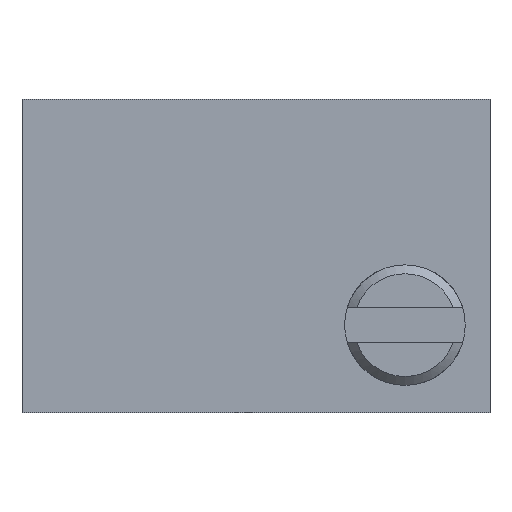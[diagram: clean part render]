
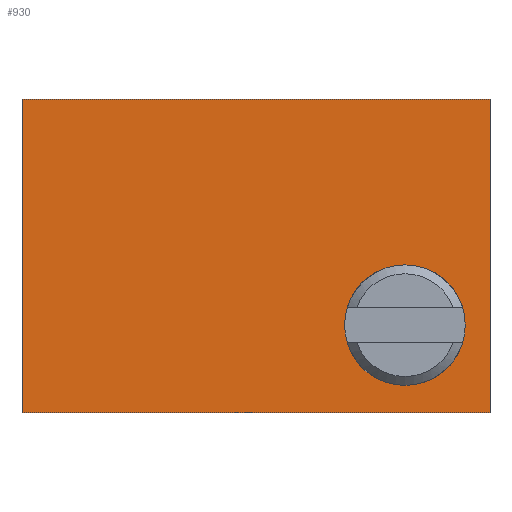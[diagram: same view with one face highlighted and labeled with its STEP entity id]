
A CAD part, left-side view. The second image highlights one B-rep face of the part: STEP entity #930.
In plain terms, the highlighted planar face has unit normal (-1, 0, 0).
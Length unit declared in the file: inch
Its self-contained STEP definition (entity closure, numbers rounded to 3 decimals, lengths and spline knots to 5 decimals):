
#185=DIRECTION('',(0.,1.,0.));
#186=VECTOR('',#185,0.264);
#187=CARTESIAN_POINT('',(-0.224,-0.132,0.));
#188=LINE('',#187,#186);
#189=DIRECTION('',(0.,0.,-1.));
#190=VECTOR('',#189,0.177);
#191=CARTESIAN_POINT('',(-0.224,-0.132,0.177));
#192=LINE('',#191,#190);
#193=CARTESIAN_POINT('',(-0.224,-0.084,0.0495));
#194=DIRECTION('',(-1.,0.,0.));
#195=DIRECTION('',(0.,1.,0.));
#196=AXIS2_PLACEMENT_3D('',#193,#194,#195);
#198=CARTESIAN_POINT('',(-0.224,-0.084,0.0495));
#199=DIRECTION('',(-1.,0.,0.));
#200=DIRECTION('',(0.,-1.,0.));
#201=AXIS2_PLACEMENT_3D('',#198,#199,#200);
#309=DIRECTION('',(0.,1.,0.));
#310=VECTOR('',#309,0.264);
#311=CARTESIAN_POINT('',(-0.224,-0.132,0.177));
#312=LINE('',#311,#310);
#398=DIRECTION('',(0.,0.,-1.));
#399=VECTOR('',#398,0.177);
#400=CARTESIAN_POINT('',(-0.224,0.132,0.177));
#401=LINE('',#400,#399);
#559=CARTESIAN_POINT('',(-0.224,-0.132,0.177));
#560=VERTEX_POINT('',#559);
#561=CARTESIAN_POINT('',(-0.224,0.132,0.177));
#562=VERTEX_POINT('',#561);
#607=CARTESIAN_POINT('',(-0.224,0.132,0.));
#608=VERTEX_POINT('',#607);
#609=CARTESIAN_POINT('',(-0.224,-0.132,0.));
#610=VERTEX_POINT('',#609);
#613=CARTESIAN_POINT('',(-0.224,-0.0595,0.0495));
#614=CARTESIAN_POINT('',(-0.224,-0.1085,0.0495));
#615=VERTEX_POINT('',#613);
#616=VERTEX_POINT('',#614);
#911=CARTESIAN_POINT('',(-0.224,0.,0.0885));
#912=DIRECTION('',(1.,0.,0.));
#913=DIRECTION('',(0.,-1.,0.));
#914=AXIS2_PLACEMENT_3D('',#911,#912,#913);
#915=PLANE('',#914);
#917=ORIENTED_EDGE('',*,*,#916,.T.);
#919=ORIENTED_EDGE('',*,*,#918,.F.);
#921=ORIENTED_EDGE('',*,*,#920,.F.);
#923=ORIENTED_EDGE('',*,*,#922,.T.);
#924=EDGE_LOOP('',(#917,#919,#921,#923));
#925=FACE_OUTER_BOUND('',#924,.F.);
#926=ORIENTED_EDGE('',*,*,#875,.T.);
#927=ORIENTED_EDGE('',*,*,#905,.T.);
#928=EDGE_LOOP('',(#926,#927));
#929=FACE_BOUND('',#928,.F.);
#930=ADVANCED_FACE('',(#925,#929),#915,.F.);
#197=CIRCLE('',#196,0.0245);
#202=CIRCLE('',#201,0.0245);
#875=EDGE_CURVE('',#615,#616,#197,.T.);
#905=EDGE_CURVE('',#616,#615,#202,.T.);
#916=EDGE_CURVE('',#610,#608,#188,.T.);
#918=EDGE_CURVE('',#562,#608,#401,.T.);
#920=EDGE_CURVE('',#560,#562,#312,.T.);
#922=EDGE_CURVE('',#560,#610,#192,.T.);
